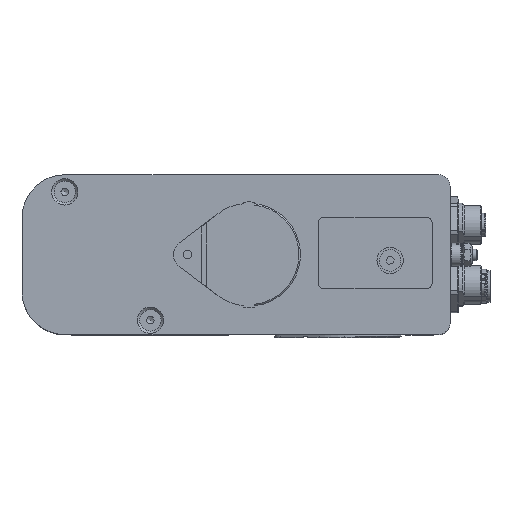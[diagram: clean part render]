
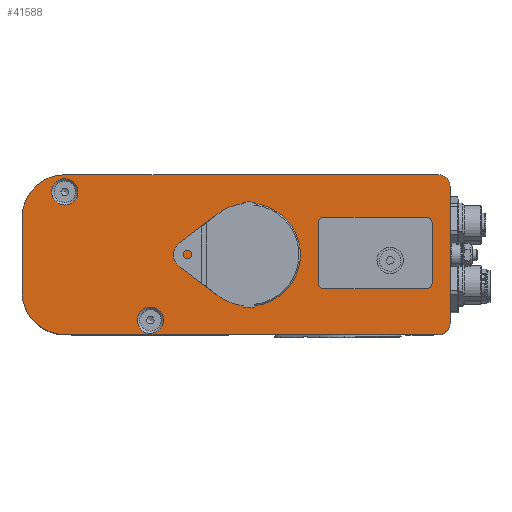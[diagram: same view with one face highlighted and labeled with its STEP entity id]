
A CAD part, top view. The second image highlights one B-rep face of the part: STEP entity #41588.
In plain terms, the highlighted face is planar.
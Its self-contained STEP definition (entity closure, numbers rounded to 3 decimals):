
#1810=LINE('',#64011,#5656);
#1811=LINE('',#64015,#5657);
#1812=LINE('',#64019,#5658);
#1813=LINE('',#64023,#5659);
#5656=VECTOR('',#49895,26.);
#5657=VECTOR('',#49898,131.);
#5658=VECTOR('',#49901,48.);
#5659=VECTOR('',#49904,131.);
#9257=PLANE('',#44563);
#10963=FACE_BOUND('',#15037,.T.);
#10964=FACE_BOUND('',#15038,.T.);
#10965=FACE_BOUND('',#15039,.T.);
#10966=FACE_BOUND('',#15040,.T.);
#12293=FACE_OUTER_BOUND('',#15036,.T.);
#15036=EDGE_LOOP('',(#31171,#31172,#31173,#31174,#31175,#31176,#31177,#31178));
#15037=EDGE_LOOP('',(#31179));
#15038=EDGE_LOOP('',(#31180));
#15039=EDGE_LOOP('',(#31181));
#15040=EDGE_LOOP('',(#31182));
#17854=CIRCLE('',#44560,16.75);
#17856=CIRCLE('',#44564,15.);
#17857=CIRCLE('',#44565,4.);
#17858=CIRCLE('',#44566,4.);
#17859=CIRCLE('',#44567,15.);
#17860=CIRCLE('',#44568,4.6);
#17861=CIRCLE('',#44569,4.6);
#17862=CIRCLE('',#44570,4.6);
#19691=VERTEX_POINT('',#64003);
#19693=VERTEX_POINT('',#64009);
#19694=VERTEX_POINT('',#64010);
#19695=VERTEX_POINT('',#64012);
#19696=VERTEX_POINT('',#64014);
#19697=VERTEX_POINT('',#64016);
#19698=VERTEX_POINT('',#64018);
#19699=VERTEX_POINT('',#64020);
#19700=VERTEX_POINT('',#64022);
#19701=VERTEX_POINT('',#64025);
#19702=VERTEX_POINT('',#64027);
#19703=VERTEX_POINT('',#64029);
#24096=EDGE_CURVE('',#19691,#19691,#17854,.T.);
#24098=EDGE_CURVE('',#19693,#19694,#1810,.T.);
#24099=EDGE_CURVE('',#19694,#19695,#17856,.T.);
#24100=EDGE_CURVE('',#19695,#19696,#1811,.T.);
#24101=EDGE_CURVE('',#19696,#19697,#17857,.T.);
#24102=EDGE_CURVE('',#19697,#19698,#1812,.T.);
#24103=EDGE_CURVE('',#19698,#19699,#17858,.T.);
#24104=EDGE_CURVE('',#19699,#19700,#1813,.T.);
#24105=EDGE_CURVE('',#19700,#19693,#17859,.T.);
#24106=EDGE_CURVE('',#19701,#19701,#17860,.T.);
#24107=EDGE_CURVE('',#19702,#19702,#17861,.T.);
#24108=EDGE_CURVE('',#19703,#19703,#17862,.T.);
#31171=ORIENTED_EDGE('',*,*,#24098,.T.);
#31172=ORIENTED_EDGE('',*,*,#24099,.T.);
#31173=ORIENTED_EDGE('',*,*,#24100,.T.);
#31174=ORIENTED_EDGE('',*,*,#24101,.T.);
#31175=ORIENTED_EDGE('',*,*,#24102,.T.);
#31176=ORIENTED_EDGE('',*,*,#24103,.T.);
#31177=ORIENTED_EDGE('',*,*,#24104,.T.);
#31178=ORIENTED_EDGE('',*,*,#24105,.T.);
#31179=ORIENTED_EDGE('',*,*,#24106,.T.);
#31180=ORIENTED_EDGE('',*,*,#24107,.T.);
#31181=ORIENTED_EDGE('',*,*,#24108,.T.);
#31182=ORIENTED_EDGE('',*,*,#24096,.F.);
#41588=ADVANCED_FACE('',(#12293,#10963,#10964,#10965,#10966),#9257,.F.);
#44560=AXIS2_PLACEMENT_3D('',#64004,#49887,#49888);
#44563=AXIS2_PLACEMENT_3D('',#64008,#49893,#49894);
#44564=AXIS2_PLACEMENT_3D('',#64013,#49896,#49897);
#44565=AXIS2_PLACEMENT_3D('',#64017,#49899,#49900);
#44566=AXIS2_PLACEMENT_3D('',#64021,#49902,#49903);
#44567=AXIS2_PLACEMENT_3D('',#64024,#49905,#49906);
#44568=AXIS2_PLACEMENT_3D('',#64026,#49907,#49908);
#44569=AXIS2_PLACEMENT_3D('',#64028,#49909,#49910);
#44570=AXIS2_PLACEMENT_3D('',#64030,#49911,#49912);
#49887=DIRECTION('center_axis',(0.,0.,-1.));
#49888=DIRECTION('ref_axis',(1.,0.,0.));
#49893=DIRECTION('center_axis',(0.,0.,1.));
#49894=DIRECTION('ref_axis',(1.,0.,0.));
#49895=DIRECTION('',(1.,0.,0.));
#49896=DIRECTION('center_axis',(0.,0.,-1.));
#49897=DIRECTION('ref_axis',(-1.,0.,0.));
#49898=DIRECTION('',(0.,-1.,0.));
#49899=DIRECTION('center_axis',(0.,0.,-1.));
#49900=DIRECTION('ref_axis',(0.,1.,0.));
#49901=DIRECTION('',(-1.,0.,0.));
#49902=DIRECTION('center_axis',(0.,0.,-1.));
#49903=DIRECTION('ref_axis',(1.,0.,0.));
#49904=DIRECTION('',(0.,1.,0.));
#49905=DIRECTION('center_axis',(0.,0.,-1.));
#49906=DIRECTION('ref_axis',(0.,-1.,0.));
#49907=DIRECTION('center_axis',(0.,0.,1.));
#49908=DIRECTION('ref_axis',(-1.,0.,0.));
#49909=DIRECTION('center_axis',(0.,0.,1.));
#49910=DIRECTION('ref_axis',(-1.,0.,0.));
#49911=DIRECTION('center_axis',(0.,0.,1.));
#49912=DIRECTION('ref_axis',(-1.,0.,0.));
#64003=CARTESIAN_POINT('',(11.25,70.44,0.));
#64004=CARTESIAN_POINT('Origin',(28.,70.44,0.));
#64008=CARTESIAN_POINT('Origin',(28.,73.113,0.));
#64009=CARTESIAN_POINT('',(15.,150.,0.));
#64010=CARTESIAN_POINT('',(41.,150.,0.));
#64011=CARTESIAN_POINT('',(15.,150.,0.));
#64012=CARTESIAN_POINT('',(56.,135.,0.));
#64013=CARTESIAN_POINT('Origin',(41.,135.,0.));
#64014=CARTESIAN_POINT('',(56.,4.,0.));
#64015=CARTESIAN_POINT('',(56.,135.,0.));
#64016=CARTESIAN_POINT('',(52.,0.,0.));
#64017=CARTESIAN_POINT('Origin',(52.,4.,0.));
#64018=CARTESIAN_POINT('',(4.,0.,0.));
#64019=CARTESIAN_POINT('',(52.,0.,0.));
#64020=CARTESIAN_POINT('',(0.,4.,0.));
#64021=CARTESIAN_POINT('Origin',(4.,4.,0.));
#64022=CARTESIAN_POINT('',(0.,135.,0.));
#64023=CARTESIAN_POINT('',(0.,4.,0.));
#64024=CARTESIAN_POINT('Origin',(15.,135.,0.));
#64025=CARTESIAN_POINT('',(25.4,21.,0.));
#64026=CARTESIAN_POINT('Origin',(30.,21.,0.));
#64027=CARTESIAN_POINT('',(1.4,135.,0.));
#64028=CARTESIAN_POINT('Origin',(6.,135.,0.));
#64029=CARTESIAN_POINT('',(46.4,105.,0.));
#64030=CARTESIAN_POINT('Origin',(51.,105.,0.));
